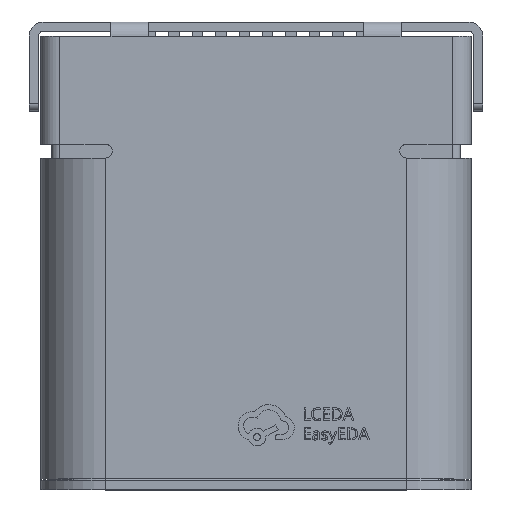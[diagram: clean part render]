
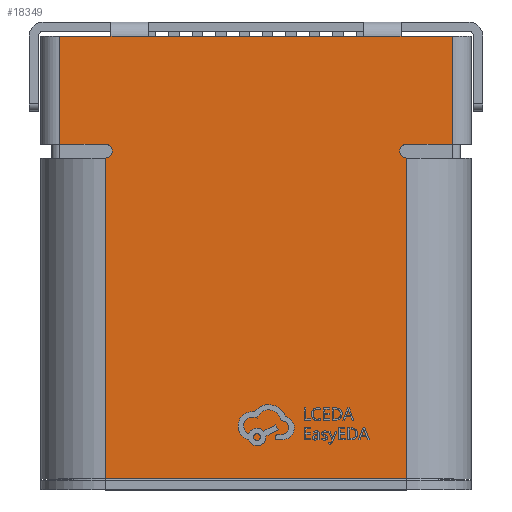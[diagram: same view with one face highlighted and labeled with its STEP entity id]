
A CAD part, top view. The second image highlights one B-rep face of the part: STEP entity #18349.
In plain terms, the highlighted planar face has unit normal (0, 0, 1).
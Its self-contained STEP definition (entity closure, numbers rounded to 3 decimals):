
#129 = VERTEX_POINT ( 'NONE', #18657 ) ;
#204 = DIRECTION ( 'NONE',  ( 0., 0., -1. ) ) ;
#379 = LINE ( 'NONE', #7254, #19852 ) ;
#613 = LINE ( 'NONE', #21137, #21395 ) ;
#769 = VERTEX_POINT ( 'NONE', #8748 ) ;
#1129 = ORIENTED_EDGE ( 'NONE', *, *, #7371, .T. ) ;
#1332 = EDGE_CURVE ( 'NONE', #27472, #19902, #10040, .T. ) ;
#1421 = VECTOR ( 'NONE', #7127, 1000. ) ;
#1494 = AXIS2_PLACEMENT_3D ( 'NONE', #2744, #204, #14194 ) ;
#1749 = VERTEX_POINT ( 'NONE', #20388 ) ;
#2313 = EDGE_LOOP ( 'NONE', ( #7874, #28409, #21094, #17230, #15406, #18967, #17114, #19289, #4189, #27555, #9682, #5851, #24314, #12031, #23232, #1129 ) ) ;
#2739 = VERTEX_POINT ( 'NONE', #21132 ) ;
#2744 = CARTESIAN_POINT ( 'NONE',  ( 3.22, 3.595, 1.71 ) ) ;
#2790 = LINE ( 'NONE', #9779, #22917 ) ;
#3062 = VECTOR ( 'NONE', #9067, 1000. ) ;
#3400 = CARTESIAN_POINT ( 'NONE',  ( -3.22, -3.415, 1.71 ) ) ;
#3866 = EDGE_CURVE ( 'NONE', #25363, #11642, #379, .T. ) ;
#4189 = ORIENTED_EDGE ( 'NONE', *, *, #1332, .F. ) ;
#4557 = AXIS2_PLACEMENT_3D ( 'NONE', #20799, #19417, #8098 ) ;
#5167 = DIRECTION ( 'NONE',  ( 0., 0., -1. ) ) ;
#5178 = DIRECTION ( 'NONE',  ( -1., 0., 0. ) ) ;
#5851 = ORIENTED_EDGE ( 'NONE', *, *, #3866, .F. ) ;
#6207 = DIRECTION ( 'NONE',  ( 0., 0., -1. ) ) ;
#6214 = LINE ( 'NONE', #17771, #15330 ) ;
#6583 = CIRCLE ( 'NONE', #18939, 0.15 ) ;
#6743 = LINE ( 'NONE', #24836, #26148 ) ;
#6951 = DIRECTION ( 'NONE',  ( -1., 0., 0. ) ) ;
#7127 = DIRECTION ( 'NONE',  ( -1., 0., 0. ) ) ;
#7188 = DIRECTION ( 'NONE',  ( 0., -1., 0. ) ) ;
#7254 = CARTESIAN_POINT ( 'NONE',  ( 4.2, 3.745, 1.71 ) ) ;
#7371 = EDGE_CURVE ( 'NONE', #9339, #8890, #8092, .T. ) ;
#7684 = DIRECTION ( 'NONE',  ( 1., 0., 0. ) ) ;
#7693 = CIRCLE ( 'NONE', #1494, 0.15 ) ;
#7795 = CARTESIAN_POINT ( 'NONE',  ( 4.2, 6.055, 1.71 ) ) ;
#7874 = ORIENTED_EDGE ( 'NONE', *, *, #21807, .F. ) ;
#8092 = LINE ( 'NONE', #8249, #16450 ) ;
#8098 = DIRECTION ( 'NONE',  ( 1., 0., 0. ) ) ;
#8142 = EDGE_CURVE ( 'NONE', #20567, #26319, #28694, .T. ) ;
#8146 = AXIS2_PLACEMENT_3D ( 'NONE', #28701, #6207, #15236 ) ;
#8249 = CARTESIAN_POINT ( 'NONE',  ( -3.22, -3.415, 1.71 ) ) ;
#8575 = VECTOR ( 'NONE', #11014, 1000. ) ;
#8748 = CARTESIAN_POINT ( 'NONE',  ( 3.07, 3.595, 1.71 ) ) ;
#8890 = VERTEX_POINT ( 'NONE', #12744 ) ;
#9067 = DIRECTION ( 'NONE',  ( 0., -1., 0. ) ) ;
#9339 = VERTEX_POINT ( 'NONE', #3400 ) ;
#9682 = ORIENTED_EDGE ( 'NONE', *, *, #22638, .T. ) ;
#9779 = CARTESIAN_POINT ( 'NONE',  ( 4.2, 6.055, 1.71 ) ) ;
#10040 = LINE ( 'NONE', #19125, #25214 ) ;
#10060 = AXIS2_PLACEMENT_3D ( 'NONE', #21382, #14703, #25651 ) ;
#10316 = CARTESIAN_POINT ( 'NONE',  ( 2.3, 6.055, 1.71 ) ) ;
#10468 = LINE ( 'NONE', #7795, #17422 ) ;
#10676 = DIRECTION ( 'NONE',  ( -1., 0., 0. ) ) ;
#10727 = LINE ( 'NONE', #17681, #26992 ) ;
#11014 = DIRECTION ( 'NONE',  ( -1., 0., 0. ) ) ;
#11155 = EDGE_CURVE ( 'NONE', #25363, #20567, #28049, .T. ) ;
#11642 = VERTEX_POINT ( 'NONE', #16493 ) ;
#11837 = CARTESIAN_POINT ( 'NONE',  ( 3.22, 3.595, 1.71 ) ) ;
#12031 = ORIENTED_EDGE ( 'NONE', *, *, #8142, .T. ) ;
#12147 = EDGE_CURVE ( 'NONE', #27472, #15160, #6214, .T. ) ;
#12350 = DIRECTION ( 'NONE',  ( 0., -1., 0. ) ) ;
#12744 = CARTESIAN_POINT ( 'NONE',  ( 3.22, -3.415, 1.71 ) ) ;
#13387 = VERTEX_POINT ( 'NONE', #10316 ) ;
#13538 = LINE ( 'NONE', #22597, #3062 ) ;
#13655 = EDGE_CURVE ( 'NONE', #26319, #9339, #613, .T. ) ;
#14175 = EDGE_CURVE ( 'NONE', #769, #2739, #7693, .T. ) ;
#14194 = DIRECTION ( 'NONE',  ( 1., 0., 0. ) ) ;
#14703 = DIRECTION ( 'NONE',  ( 0., 0., -1. ) ) ;
#15160 = VERTEX_POINT ( 'NONE', #15722 ) ;
#15236 = DIRECTION ( 'NONE',  ( 1., 0., 0. ) ) ;
#15330 = VECTOR ( 'NONE', #10676, 1000. ) ;
#15406 = ORIENTED_EDGE ( 'NONE', *, *, #26400, .F. ) ;
#15443 = LINE ( 'NONE', #17513, #8575 ) ;
#15722 = CARTESIAN_POINT ( 'NONE',  ( -4.2, 6.055, 1.71 ) ) ;
#15893 = CARTESIAN_POINT ( 'NONE',  ( 3.1, 6.055, 1.71 ) ) ;
#16158 = VERTEX_POINT ( 'NONE', #20021 ) ;
#16450 = VECTOR ( 'NONE', #17296, 1000. ) ;
#16493 = CARTESIAN_POINT ( 'NONE',  ( -4.2, 3.745, 1.71 ) ) ;
#16700 = CARTESIAN_POINT ( 'NONE',  ( -3.22, 3.445, 1.71 ) ) ;
#16859 = DIRECTION ( 'NONE',  ( 1., 0., 0. ) ) ;
#16984 = DIRECTION ( 'NONE',  ( 0., -1., 0. ) ) ;
#17114 = ORIENTED_EDGE ( 'NONE', *, *, #18954, .T. ) ;
#17230 = ORIENTED_EDGE ( 'NONE', *, *, #24492, .F. ) ;
#17296 = DIRECTION ( 'NONE',  ( 1., 0., 0. ) ) ;
#17422 = VECTOR ( 'NONE', #16984, 1000. ) ;
#17513 = CARTESIAN_POINT ( 'NONE',  ( 3.1, 6.055, 1.71 ) ) ;
#17516 = EDGE_CURVE ( 'NONE', #129, #25212, #22567, .T. ) ;
#17681 = CARTESIAN_POINT ( 'NONE',  ( 4.2, 3.745, 1.71 ) ) ;
#17771 = CARTESIAN_POINT ( 'NONE',  ( 4.2, 6.055, 1.71 ) ) ;
#18349 = ADVANCED_FACE ( 'NONE', ( #23464 ), #25508, .F. ) ;
#18657 = CARTESIAN_POINT ( 'NONE',  ( 4.2, 6.055, 1.71 ) ) ;
#18939 = AXIS2_PLACEMENT_3D ( 'NONE', #11837, #5167, #7684 ) ;
#18954 = EDGE_CURVE ( 'NONE', #25212, #13387, #15443, .T. ) ;
#18967 = ORIENTED_EDGE ( 'NONE', *, *, #17516, .T. ) ;
#19125 = CARTESIAN_POINT ( 'NONE',  ( -3.1, 6.055, 1.71 ) ) ;
#19146 = CARTESIAN_POINT ( 'NONE',  ( -2.3, 6.055, 1.71 ) ) ;
#19289 = ORIENTED_EDGE ( 'NONE', *, *, #21629, .T. ) ;
#19417 = DIRECTION ( 'NONE',  ( 0., 0., -1. ) ) ;
#19773 = DIRECTION ( 'NONE',  ( -1., 0., 0. ) ) ;
#19852 = VECTOR ( 'NONE', #6951, 1000. ) ;
#19902 = VERTEX_POINT ( 'NONE', #19146 ) ;
#20021 = CARTESIAN_POINT ( 'NONE',  ( 3.22, 3.445, 1.71 ) ) ;
#20351 = CARTESIAN_POINT ( 'NONE',  ( 4.2, 6.055, 1.71 ) ) ;
#20388 = CARTESIAN_POINT ( 'NONE',  ( 4.2, 3.745, 1.71 ) ) ;
#20567 = VERTEX_POINT ( 'NONE', #28482 ) ;
#20799 = CARTESIAN_POINT ( 'NONE',  ( -3.22, 3.595, 1.71 ) ) ;
#21094 = ORIENTED_EDGE ( 'NONE', *, *, #14175, .T. ) ;
#21132 = CARTESIAN_POINT ( 'NONE',  ( 3.22, 3.745, 1.71 ) ) ;
#21137 = CARTESIAN_POINT ( 'NONE',  ( -3.22, 13.26, 1.71 ) ) ;
#21382 = CARTESIAN_POINT ( 'NONE',  ( -3.22, 13.26, 1.71 ) ) ;
#21395 = VECTOR ( 'NONE', #12350, 1000. ) ;
#21629 = EDGE_CURVE ( 'NONE', #13387, #19902, #2790, .T. ) ;
#21807 = EDGE_CURVE ( 'NONE', #16158, #8890, #6743, .T. ) ;
#22567 = LINE ( 'NONE', #20351, #1421 ) ;
#22589 = CARTESIAN_POINT ( 'NONE',  ( -3.22, 3.745, 1.71 ) ) ;
#22597 = CARTESIAN_POINT ( 'NONE',  ( -4.2, 6.055, 1.71 ) ) ;
#22638 = EDGE_CURVE ( 'NONE', #15160, #11642, #13538, .T. ) ;
#22917 = VECTOR ( 'NONE', #5178, 1000. ) ;
#23232 = ORIENTED_EDGE ( 'NONE', *, *, #13655, .T. ) ;
#23281 = CARTESIAN_POINT ( 'NONE',  ( -3.1, 6.055, 1.71 ) ) ;
#23464 = FACE_OUTER_BOUND ( 'NONE', #2313, .T. ) ;
#23670 = EDGE_CURVE ( 'NONE', #16158, #769, #6583, .T. ) ;
#24314 = ORIENTED_EDGE ( 'NONE', *, *, #11155, .T. ) ;
#24492 = EDGE_CURVE ( 'NONE', #1749, #2739, #10727, .T. ) ;
#24836 = CARTESIAN_POINT ( 'NONE',  ( 3.22, 13.26, 1.71 ) ) ;
#25212 = VERTEX_POINT ( 'NONE', #15893 ) ;
#25214 = VECTOR ( 'NONE', #16859, 1000. ) ;
#25363 = VERTEX_POINT ( 'NONE', #22589 ) ;
#25508 = PLANE ( 'NONE',  #10060 ) ;
#25651 = DIRECTION ( 'NONE',  ( 1., 0., 0. ) ) ;
#26148 = VECTOR ( 'NONE', #7188, 1000. ) ;
#26319 = VERTEX_POINT ( 'NONE', #16700 ) ;
#26400 = EDGE_CURVE ( 'NONE', #129, #1749, #10468, .T. ) ;
#26992 = VECTOR ( 'NONE', #19773, 1000. ) ;
#27472 = VERTEX_POINT ( 'NONE', #23281 ) ;
#27555 = ORIENTED_EDGE ( 'NONE', *, *, #12147, .T. ) ;
#28049 = CIRCLE ( 'NONE', #8146, 0.15 ) ;
#28409 = ORIENTED_EDGE ( 'NONE', *, *, #23670, .T. ) ;
#28482 = CARTESIAN_POINT ( 'NONE',  ( -3.07, 3.595, 1.71 ) ) ;
#28694 = CIRCLE ( 'NONE', #4557, 0.15 ) ;
#28701 = CARTESIAN_POINT ( 'NONE',  ( -3.22, 3.595, 1.71 ) ) ;
